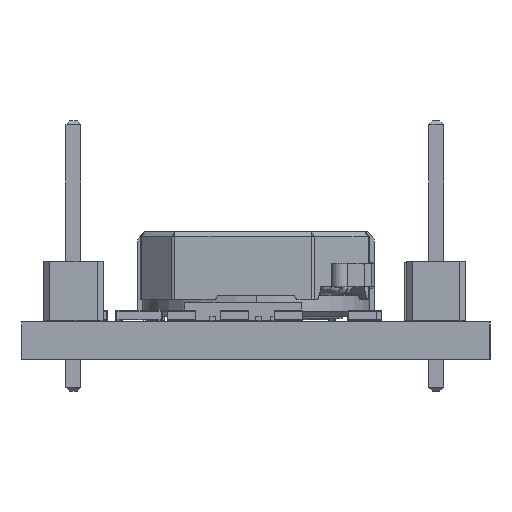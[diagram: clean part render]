
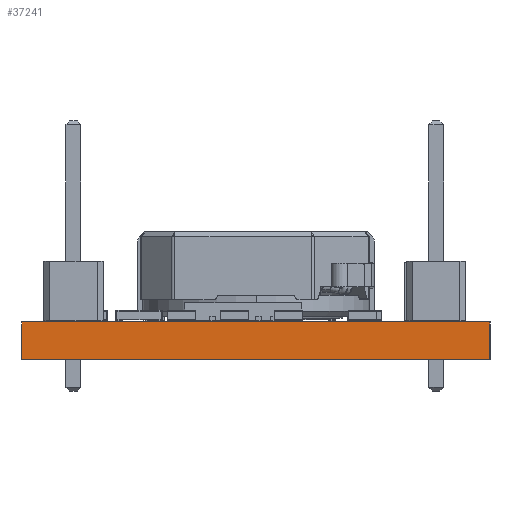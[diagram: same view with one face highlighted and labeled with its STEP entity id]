
A CAD part, left-side view. The second image highlights one B-rep face of the part: STEP entity #37241.
In plain terms, the highlighted planar face has unit normal (-1, 0, 0).
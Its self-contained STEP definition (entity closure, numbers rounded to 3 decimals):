
#37241 = ADVANCED_FACE('',(#37242),#37256,.T.);
#37242 = FACE_BOUND('',#37243,.T.);
#37243 = EDGE_LOOP('',(#37244,#37279,#37307,#37335));
#37244 = ORIENTED_EDGE('',*,*,#37245,.T.);
#37245 = EDGE_CURVE('',#37246,#37248,#37250,.T.);
#37246 = VERTEX_POINT('',#37247);
#37247 = CARTESIAN_POINT('',(55.,-57.8,0.));
#37248 = VERTEX_POINT('',#37249);
#37249 = CARTESIAN_POINT('',(55.,-57.8,1.6));
#37250 = SURFACE_CURVE('',#37251,(#37255,#37267),.PCURVE_S1.);
#37251 = LINE('',#37252,#37253);
#37252 = CARTESIAN_POINT('',(55.,-57.8,0.));
#37253 = VECTOR('',#37254,1.);
#37254 = DIRECTION('',(0.,0.,1.));
#37255 = PCURVE('',#37256,#37261);
#37256 = PLANE('',#37257);
#37257 = AXIS2_PLACEMENT_3D('',#37258,#37259,#37260);
#37258 = CARTESIAN_POINT('',(55.,-57.8,0.));
#37259 = DIRECTION('',(-1.,0.,0.));
#37260 = DIRECTION('',(0.,1.,0.));
#37261 = DEFINITIONAL_REPRESENTATION('',(#37262),#37266);
#37262 = LINE('',#37263,#37264);
#37263 = CARTESIAN_POINT('',(0.,0.));
#37264 = VECTOR('',#37265,1.);
#37265 = DIRECTION('',(0.,-1.));
#37266 = ( GEOMETRIC_REPRESENTATION_CONTEXT(2) 
PARAMETRIC_REPRESENTATION_CONTEXT() REPRESENTATION_CONTEXT('2D SPACE',''
  ) );
#37267 = PCURVE('',#37268,#37273);
#37268 = PLANE('',#37269);
#37269 = AXIS2_PLACEMENT_3D('',#37270,#37271,#37272);
#37270 = CARTESIAN_POINT('',(83.,-57.8,0.));
#37271 = DIRECTION('',(0.,-1.,0.));
#37272 = DIRECTION('',(-1.,0.,0.));
#37273 = DEFINITIONAL_REPRESENTATION('',(#37274),#37278);
#37274 = LINE('',#37275,#37276);
#37275 = CARTESIAN_POINT('',(28.,0.));
#37276 = VECTOR('',#37277,1.);
#37277 = DIRECTION('',(0.,-1.));
#37278 = ( GEOMETRIC_REPRESENTATION_CONTEXT(2) 
PARAMETRIC_REPRESENTATION_CONTEXT() REPRESENTATION_CONTEXT('2D SPACE',''
  ) );
#37279 = ORIENTED_EDGE('',*,*,#37280,.T.);
#37280 = EDGE_CURVE('',#37248,#37281,#37283,.T.);
#37281 = VERTEX_POINT('',#37282);
#37282 = CARTESIAN_POINT('',(55.,-37.8,1.6));
#37283 = SURFACE_CURVE('',#37284,(#37288,#37295),.PCURVE_S1.);
#37284 = LINE('',#37285,#37286);
#37285 = CARTESIAN_POINT('',(55.,-57.8,1.6));
#37286 = VECTOR('',#37287,1.);
#37287 = DIRECTION('',(0.,1.,0.));
#37288 = PCURVE('',#37256,#37289);
#37289 = DEFINITIONAL_REPRESENTATION('',(#37290),#37294);
#37290 = LINE('',#37291,#37292);
#37291 = CARTESIAN_POINT('',(0.,-1.6));
#37292 = VECTOR('',#37293,1.);
#37293 = DIRECTION('',(1.,0.));
#37294 = ( GEOMETRIC_REPRESENTATION_CONTEXT(2) 
PARAMETRIC_REPRESENTATION_CONTEXT() REPRESENTATION_CONTEXT('2D SPACE',''
  ) );
#37295 = PCURVE('',#37296,#37301);
#37296 = PLANE('',#37297);
#37297 = AXIS2_PLACEMENT_3D('',#37298,#37299,#37300);
#37298 = CARTESIAN_POINT('',(69.,-47.8,1.6));
#37299 = DIRECTION('',(0.,0.,-1.));
#37300 = DIRECTION('',(-1.,0.,0.));
#37301 = DEFINITIONAL_REPRESENTATION('',(#37302),#37306);
#37302 = LINE('',#37303,#37304);
#37303 = CARTESIAN_POINT('',(14.,-10.));
#37304 = VECTOR('',#37305,1.);
#37305 = DIRECTION('',(0.,1.));
#37306 = ( GEOMETRIC_REPRESENTATION_CONTEXT(2) 
PARAMETRIC_REPRESENTATION_CONTEXT() REPRESENTATION_CONTEXT('2D SPACE',''
  ) );
#37307 = ORIENTED_EDGE('',*,*,#37308,.F.);
#37308 = EDGE_CURVE('',#37309,#37281,#37311,.T.);
#37309 = VERTEX_POINT('',#37310);
#37310 = CARTESIAN_POINT('',(55.,-37.8,0.));
#37311 = SURFACE_CURVE('',#37312,(#37316,#37323),.PCURVE_S1.);
#37312 = LINE('',#37313,#37314);
#37313 = CARTESIAN_POINT('',(55.,-37.8,0.));
#37314 = VECTOR('',#37315,1.);
#37315 = DIRECTION('',(0.,0.,1.));
#37316 = PCURVE('',#37256,#37317);
#37317 = DEFINITIONAL_REPRESENTATION('',(#37318),#37322);
#37318 = LINE('',#37319,#37320);
#37319 = CARTESIAN_POINT('',(20.,0.));
#37320 = VECTOR('',#37321,1.);
#37321 = DIRECTION('',(0.,-1.));
#37322 = ( GEOMETRIC_REPRESENTATION_CONTEXT(2) 
PARAMETRIC_REPRESENTATION_CONTEXT() REPRESENTATION_CONTEXT('2D SPACE',''
  ) );
#37323 = PCURVE('',#37324,#37329);
#37324 = PLANE('',#37325);
#37325 = AXIS2_PLACEMENT_3D('',#37326,#37327,#37328);
#37326 = CARTESIAN_POINT('',(55.,-37.8,0.));
#37327 = DIRECTION('',(0.,1.,0.));
#37328 = DIRECTION('',(1.,0.,0.));
#37329 = DEFINITIONAL_REPRESENTATION('',(#37330),#37334);
#37330 = LINE('',#37331,#37332);
#37331 = CARTESIAN_POINT('',(0.,0.));
#37332 = VECTOR('',#37333,1.);
#37333 = DIRECTION('',(0.,-1.));
#37334 = ( GEOMETRIC_REPRESENTATION_CONTEXT(2) 
PARAMETRIC_REPRESENTATION_CONTEXT() REPRESENTATION_CONTEXT('2D SPACE',''
  ) );
#37335 = ORIENTED_EDGE('',*,*,#37336,.F.);
#37336 = EDGE_CURVE('',#37246,#37309,#37337,.T.);
#37337 = SURFACE_CURVE('',#37338,(#37342,#37349),.PCURVE_S1.);
#37338 = LINE('',#37339,#37340);
#37339 = CARTESIAN_POINT('',(55.,-57.8,0.));
#37340 = VECTOR('',#37341,1.);
#37341 = DIRECTION('',(0.,1.,0.));
#37342 = PCURVE('',#37256,#37343);
#37343 = DEFINITIONAL_REPRESENTATION('',(#37344),#37348);
#37344 = LINE('',#37345,#37346);
#37345 = CARTESIAN_POINT('',(0.,0.));
#37346 = VECTOR('',#37347,1.);
#37347 = DIRECTION('',(1.,0.));
#37348 = ( GEOMETRIC_REPRESENTATION_CONTEXT(2) 
PARAMETRIC_REPRESENTATION_CONTEXT() REPRESENTATION_CONTEXT('2D SPACE',''
  ) );
#37349 = PCURVE('',#37350,#37355);
#37350 = PLANE('',#37351);
#37351 = AXIS2_PLACEMENT_3D('',#37352,#37353,#37354);
#37352 = CARTESIAN_POINT('',(69.,-47.8,0.));
#37353 = DIRECTION('',(0.,0.,-1.));
#37354 = DIRECTION('',(-1.,0.,0.));
#37355 = DEFINITIONAL_REPRESENTATION('',(#37356),#37360);
#37356 = LINE('',#37357,#37358);
#37357 = CARTESIAN_POINT('',(14.,-10.));
#37358 = VECTOR('',#37359,1.);
#37359 = DIRECTION('',(0.,1.));
#37360 = ( GEOMETRIC_REPRESENTATION_CONTEXT(2) 
PARAMETRIC_REPRESENTATION_CONTEXT() REPRESENTATION_CONTEXT('2D SPACE',''
  ) );
